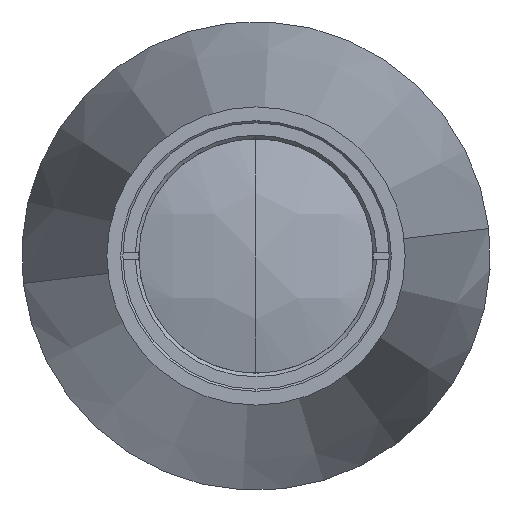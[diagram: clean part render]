
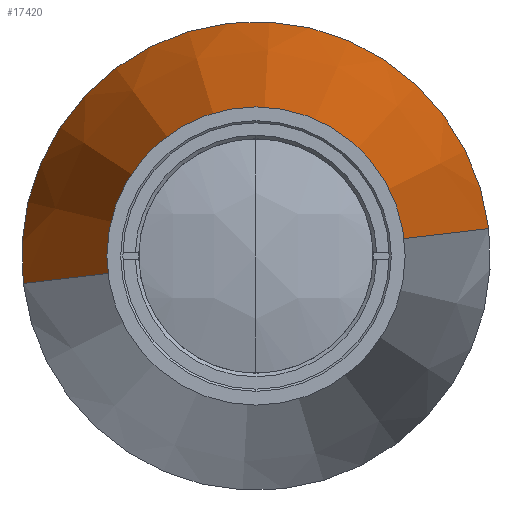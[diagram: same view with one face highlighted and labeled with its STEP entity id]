
A CAD part, left-side view. The second image highlights one B-rep face of the part: STEP entity #17420.
In plain terms, the highlighted conical face has half-angle 12 degrees and reference radius 33 mm.
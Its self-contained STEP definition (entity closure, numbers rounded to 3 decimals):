
#627 = LINE ( 'NONE', #17962, #15497 ) ;
#930 = CIRCLE ( 'NONE', #3149, 33. ) ;
#1435 = VERTEX_POINT ( 'NONE', #16428 ) ;
#2184 = VERTEX_POINT ( 'NONE', #12699 ) ;
#3149 = AXIS2_PLACEMENT_3D ( 'NONE', #9695, #16692, #13477 ) ;
#3510 = CARTESIAN_POINT ( 'NONE',  ( 105.274, -32.773, 3.863 ) ) ;
#3962 = EDGE_CURVE ( 'NONE', #11438, #16639, #627, .T. ) ;
#4245 = CARTESIAN_POINT ( 'NONE',  ( 105.274, 0., 0. ) ) ;
#4921 = CARTESIAN_POINT ( 'NONE',  ( 30., 0., 0. ) ) ;
#5450 = ORIENTED_EDGE ( 'NONE', *, *, #8560, .T. ) ;
#8143 = ORIENTED_EDGE ( 'NONE', *, *, #11079, .T. ) ;
#8560 = EDGE_CURVE ( 'NONE', #1435, #2184, #10856, .T. ) ;
#8618 = EDGE_CURVE ( 'NONE', #11142, #11761, #930, .T. ) ;
#8710 = CARTESIAN_POINT ( 'NONE',  ( 105.274, -32.773, 3.863 ) ) ;
#9128 = EDGE_LOOP ( 'NONE', ( #5450, #11015, #14077, #10397, #12695, #8143 ) ) ;
#9388 = DIRECTION ( 'NONE',  ( 0.978, 0.206, -0.024 ) ) ;
#9695 = CARTESIAN_POINT ( 'NONE',  ( 105.274, 0., 0. ) ) ;
#10397 = ORIENTED_EDGE ( 'NONE', *, *, #13023, .T. ) ;
#10405 = LINE ( 'NONE', #3510, #17632 ) ;
#10759 = CONICAL_SURFACE ( 'NONE', #22147, 33., 0.209 ) ;
#10856 = CIRCLE ( 'NONE', #12707, 17. ) ;
#11015 = ORIENTED_EDGE ( 'NONE', *, *, #21343, .T. ) ;
#11079 = EDGE_CURVE ( 'NONE', #11438, #1435, #21385, .T. ) ;
#11142 = VERTEX_POINT ( 'NONE', #8710 ) ;
#11438 = VERTEX_POINT ( 'NONE', #13920 ) ;
#11624 = CIRCLE ( 'NONE', #13114, 33. ) ;
#11761 = VERTEX_POINT ( 'NONE', #14333 ) ;
#11929 = DIRECTION ( 'NONE',  ( 0., 0.117, 0.993 ) ) ;
#12695 = ORIENTED_EDGE ( 'NONE', *, *, #3962, .F. ) ;
#12699 = CARTESIAN_POINT ( 'NONE',  ( 30., -16.883, 1.99 ) ) ;
#12707 = AXIS2_PLACEMENT_3D ( 'NONE', #20478, #21982, #13257 ) ;
#12965 = CARTESIAN_POINT ( 'NONE',  ( 105.274, 32.773, -3.863 ) ) ;
#13023 = EDGE_CURVE ( 'NONE', #11761, #16639, #11624, .T. ) ;
#13114 = AXIS2_PLACEMENT_3D ( 'NONE', #4245, #16533, #21596 ) ;
#13222 = DIRECTION ( 'NONE',  ( 0., 0.993, -0.117 ) ) ;
#13257 = DIRECTION ( 'NONE',  ( 0., 0.117, 0.993 ) ) ;
#13477 = DIRECTION ( 'NONE',  ( 0., 0.117, 0.993 ) ) ;
#13920 = CARTESIAN_POINT ( 'NONE',  ( 30., 16.883, -1.99 ) ) ;
#13972 = DIRECTION ( 'NONE',  ( 0.978, -0.206, 0.024 ) ) ;
#14077 = ORIENTED_EDGE ( 'NONE', *, *, #8618, .T. ) ;
#14333 = CARTESIAN_POINT ( 'NONE',  ( 105.274, 3.863, 32.773 ) ) ;
#15497 = VECTOR ( 'NONE', #9388, 1000. ) ;
#16428 = CARTESIAN_POINT ( 'NONE',  ( 30., 1.99, 16.883 ) ) ;
#16430 = DIRECTION ( 'NONE',  ( 1., 0., 0. ) ) ;
#16533 = DIRECTION ( 'NONE',  ( -1., 0., 0. ) ) ;
#16639 = VERTEX_POINT ( 'NONE', #12965 ) ;
#16692 = DIRECTION ( 'NONE',  ( -1., 0., 0. ) ) ;
#17179 = DIRECTION ( 'NONE',  ( 1., 0., 0. ) ) ;
#17420 = ADVANCED_FACE ( 'NONE', ( #18472 ), #10759, .T. ) ;
#17632 = VECTOR ( 'NONE', #13972, 1000. ) ;
#17962 = CARTESIAN_POINT ( 'NONE',  ( 105.274, 32.773, -3.863 ) ) ;
#18472 = FACE_OUTER_BOUND ( 'NONE', #9128, .T. ) ;
#20106 = CARTESIAN_POINT ( 'NONE',  ( 105.274, 0., 0. ) ) ;
#20478 = CARTESIAN_POINT ( 'NONE',  ( 30., 0., 0. ) ) ;
#21343 = EDGE_CURVE ( 'NONE', #2184, #11142, #10405, .T. ) ;
#21385 = CIRCLE ( 'NONE', #22120, 17. ) ;
#21596 = DIRECTION ( 'NONE',  ( 0., 0.117, 0.993 ) ) ;
#21982 = DIRECTION ( 'NONE',  ( 1., 0., 0. ) ) ;
#22120 = AXIS2_PLACEMENT_3D ( 'NONE', #4921, #17179, #11929 ) ;
#22147 = AXIS2_PLACEMENT_3D ( 'NONE', #20106, #16430, #13222 ) ;
